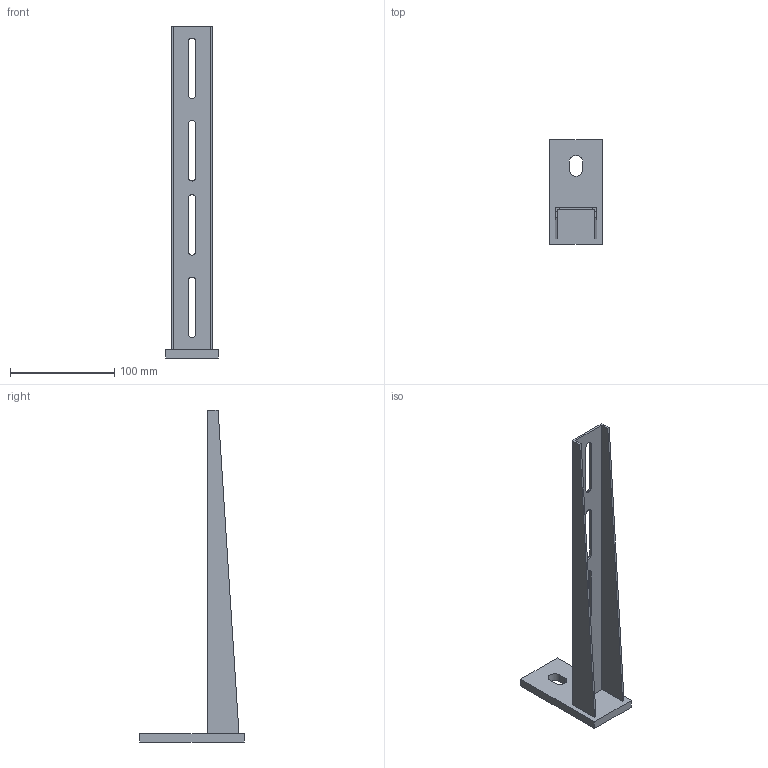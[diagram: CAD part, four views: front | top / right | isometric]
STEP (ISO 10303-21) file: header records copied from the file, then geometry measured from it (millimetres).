
FILE_DESCRIPTION (( 'STEP AP214' ), '1' );
FILE_NAME ('6437885.STEP', '2019-11-14T08:18:39', ( '' ), ( '' ), 'SwSTEP 2.0', 'SolidWorks 2018', '' );
FILE_SCHEMA (( 'AUTOMOTIVE_DESIGN' ));
Length unit declared in the file: millimetre
Products named in the file (3): 141974_300; 6437885; KTS 04.020-006_L=100, t=8, L.loch=13
Assembly tree (2 placements, depth 2):
  6437885
    KTS 04.020-006_L=100, t=8, L.loch=13
    141974_300
Bounding box: 50 x 100 x 318 mm (x, y, z)
Volume: 82166.3 mm3; surface area: 58885.9 mm2
Topology: 2 solids, 2 shells, 48 faces, 132 edges, 88 vertices
Faces by surface type: plane 34, cylinder 14
Entity records: 1654 total; most frequent: CARTESIAN_POINT 273, DIRECTION 266, ORIENTED_EDGE 264, EDGE_CURVE 132, VECTOR 104, LINE 104, VERTEX_POINT 88, AXIS2_PLACEMENT_3D 81
